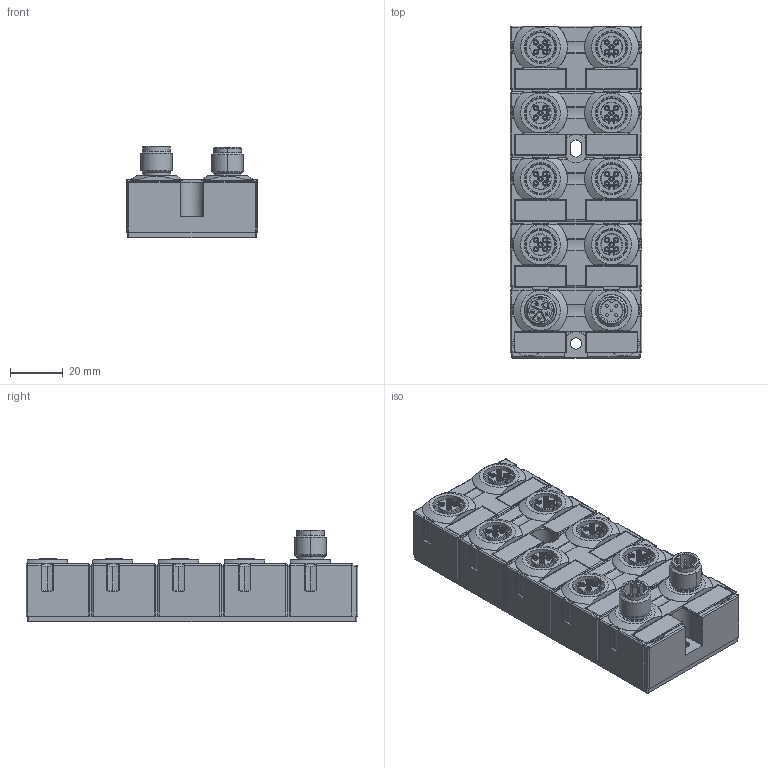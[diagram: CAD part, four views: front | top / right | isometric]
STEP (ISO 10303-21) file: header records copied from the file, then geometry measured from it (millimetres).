
FILE_DESCRIPTION (( 'STEP AP214' ), '1' );
FILE_NAME ('59738.STEP', '2024-08-19T17:10:55', ( '' ), ( '' ), 'SwSTEP 2.0', 'SolidWorks 2021', '' );
FILE_SCHEMA (( 'AUTOMOTIVE_DESIGN' ));
Length unit declared in the file: inch
Products named in the file (1): 59738
Bounding box: 50 x 126 x 34.8 mm (x, y, z)
Volume: 134909 mm3; surface area: 30332.4 mm2
Topology: 1 solids, 1 shells, 1461 faces, 3701 edges, 2339 vertices
Faces by surface type: cylinder 625, plane 514, cone 149, bspline 95, torus 78
Entity records: 49047 total; most frequent: CARTESIAN_POINT 14108, ORIENTED_EDGE 7338, DIRECTION 7321, EDGE_CURVE 3669, AXIS2_PLACEMENT_3D 2830, VERTEX_POINT 2339, LINE 1661, VECTOR 1661
